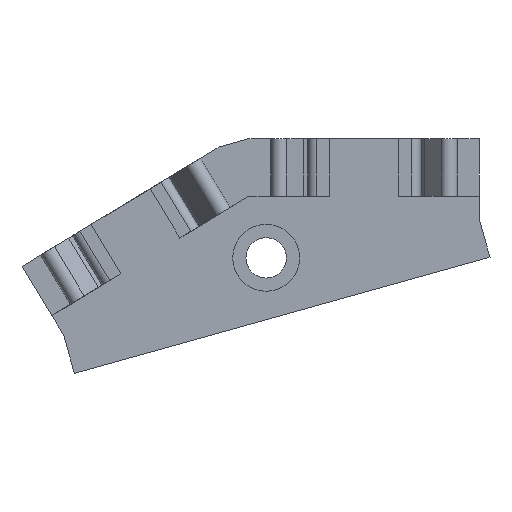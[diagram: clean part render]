
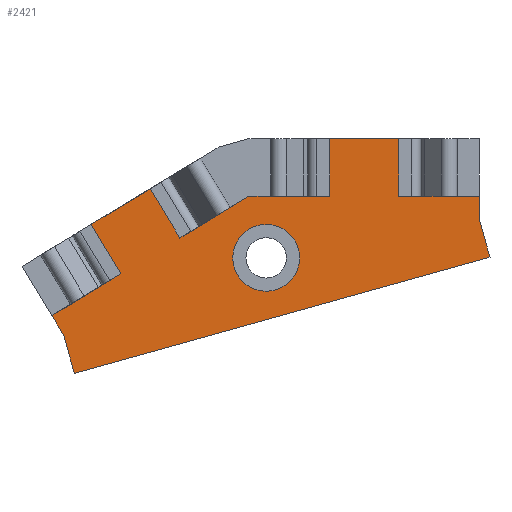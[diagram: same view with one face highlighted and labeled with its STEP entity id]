
A CAD part, front view. The second image highlights one B-rep face of the part: STEP entity #2421.
In plain terms, the highlighted planar face has unit normal (0, -1, 0).
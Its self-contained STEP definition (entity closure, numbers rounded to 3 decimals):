
#22 = LINE ( 'NONE', #1204, #1409 ) ;
#30 = EDGE_CURVE ( 'NONE', #1545, #1321, #1151, .T. ) ;
#34 = VECTOR ( 'NONE', #2108, 1000. ) ;
#64 = VECTOR ( 'NONE', #2429, 1000. ) ;
#91 = AXIS2_PLACEMENT_3D ( 'NONE', #2735, #3624, #654 ) ;
#115 = ORIENTED_EDGE ( 'NONE', *, *, #2922, .T. ) ;
#183 = VERTEX_POINT ( 'NONE', #1962 ) ;
#226 = CARTESIAN_POINT ( 'NONE',  ( -8.578, 0., 2.647 ) ) ;
#264 = EDGE_CURVE ( 'NONE', #2466, #1900, #2630, .T. ) ;
#268 = CARTESIAN_POINT ( 'NONE',  ( -5.986, 0., -1.629 ) ) ;
#296 = VERTEX_POINT ( 'NONE', #2310 ) ;
#311 = CARTESIAN_POINT ( 'NONE',  ( 13., 0., 7. ) ) ;
#337 = CARTESIAN_POINT ( 'NONE',  ( 0., 0., 2. ) ) ;
#371 = DIRECTION ( 'NONE',  ( 0.269, 0., -0.963 ) ) ;
#382 = CARTESIAN_POINT ( 'NONE',  ( 16.737, 0., 11.679 ) ) ;
#423 = EDGE_CURVE ( 'NONE', #3157, #1433, #930, .T. ) ;
#476 = DIRECTION ( 'NONE',  ( 0., 0., -1. ) ) ;
#515 = ORIENTED_EDGE ( 'NONE', *, *, #1789, .F. ) ;
#546 = VERTEX_POINT ( 'NONE', #1645 ) ;
#550 = VECTOR ( 'NONE', #1157, 1000. ) ;
#589 = CARTESIAN_POINT ( 'NONE',  ( 20., 0., 2. ) ) ;
#621 = ORIENTED_EDGE ( 'NONE', *, *, #1935, .T. ) ;
#637 = DIRECTION ( 'NONE',  ( 0., 0., -1. ) ) ;
#654 = DIRECTION ( 'NONE',  ( 0., 0., 1. ) ) ;
#710 = EDGE_CURVE ( 'NONE', #2411, #1149, #1818, .T. ) ;
#810 = CARTESIAN_POINT ( 'NONE',  ( 0., 0., 7. ) ) ;
#847 = ORIENTED_EDGE ( 'NONE', *, *, #2613, .F. ) ;
#849 = CARTESIAN_POINT ( 'NONE',  ( 13., 0., 2. ) ) ;
#880 = CARTESIAN_POINT ( 'NONE',  ( -16.066, 0., -10.078 ) ) ;
#896 = LINE ( 'NONE', #311, #3691 ) ;
#923 = CARTESIAN_POINT ( 'NONE',  ( 20.921, 0., -3.297 ) ) ;
#930 = LINE ( 'NONE', #337, #1860 ) ;
#933 = CARTESIAN_POINT ( 'NONE',  ( -13.709, 0., -0.463 ) ) ;
#1016 = VECTOR ( 'NONE', #2683, 1000. ) ;
#1031 = ORIENTED_EDGE ( 'NONE', *, *, #3505, .T. ) ;
#1061 = PLANE ( 'NONE',  #91 ) ;
#1084 = EDGE_LOOP ( 'NONE', ( #3656, #3280, #1631, #1270, #847, #2478, #3408, #115, #3003, #1031, #1407, #3247, #621, #1329, #1233 ) ) ;
#1129 = CARTESIAN_POINT ( 'NONE',  ( 20., 0., 2. ) ) ;
#1149 = VERTEX_POINT ( 'NONE', #1129 ) ;
#1151 = LINE ( 'NONE', #3510, #2346 ) ;
#1157 = DIRECTION ( 'NONE',  ( -0.855, 0., -0.518 ) ) ;
#1176 = LINE ( 'NONE', #589, #64 ) ;
#1181 = CARTESIAN_POINT ( 'NONE',  ( 7., 0., 7. ) ) ;
#1204 = CARTESIAN_POINT ( 'NONE',  ( 0., 0., 2. ) ) ;
#1224 = CARTESIAN_POINT ( 'NONE',  ( 1.495, 0., -3.351 ) ) ;
#1233 = ORIENTED_EDGE ( 'NONE', *, *, #2221, .F. ) ;
#1270 = ORIENTED_EDGE ( 'NONE', *, *, #2844, .F. ) ;
#1304 = EDGE_LOOP ( 'NONE', ( #1494, #515 ) ) ;
#1311 = EDGE_CURVE ( 'NONE', #1575, #3590, #1488, .T. ) ;
#1321 = VERTEX_POINT ( 'NONE', #268 ) ;
#1329 = ORIENTED_EDGE ( 'NONE', *, *, #1751, .T. ) ;
#1407 = ORIENTED_EDGE ( 'NONE', *, *, #2593, .T. ) ;
#1409 = VECTOR ( 'NONE', #3567, 1000. ) ;
#1429 = VECTOR ( 'NONE', #371, 1000. ) ;
#1431 = CARTESIAN_POINT ( 'NONE',  ( 0., 0., 2. ) ) ;
#1433 = VERTEX_POINT ( 'NONE', #3434 ) ;
#1485 = VECTOR ( 'NONE', #2173, 1000. ) ;
#1488 = CIRCLE ( 'NONE', #2719, 2.9 ) ;
#1494 = ORIENTED_EDGE ( 'NONE', *, *, #1311, .F. ) ;
#1545 = VERTEX_POINT ( 'NONE', #226 ) ;
#1573 = CARTESIAN_POINT ( 'NONE',  ( -11.117, 0., -4.739 ) ) ;
#1575 = VERTEX_POINT ( 'NONE', #2920 ) ;
#1594 = LINE ( 'NONE', #1618, #3186 ) ;
#1618 = CARTESIAN_POINT ( 'NONE',  ( -13.709, 0., -0.463 ) ) ;
#1631 = ORIENTED_EDGE ( 'NONE', *, *, #710, .F. ) ;
#1641 = DIRECTION ( 'NONE',  ( 0., -1., 0. ) ) ;
#1645 = CARTESIAN_POINT ( 'NONE',  ( 20.921, 0., -3.297 ) ) ;
#1668 = FACE_OUTER_BOUND ( 'NONE', #1084, .T. ) ;
#1700 = DIRECTION ( 'NONE',  ( 0.518, 0., -0.855 ) ) ;
#1751 = EDGE_CURVE ( 'NONE', #3528, #296, #2819, .T. ) ;
#1789 = EDGE_CURVE ( 'NONE', #3590, #1575, #2417, .T. ) ;
#1818 = LINE ( 'NONE', #3621, #1485 ) ;
#1823 = CARTESIAN_POINT ( 'NONE',  ( -17.103, 0., -8.368 ) ) ;
#1860 = VECTOR ( 'NONE', #3286, 1000. ) ;
#1900 = VERTEX_POINT ( 'NONE', #1823 ) ;
#1912 = CARTESIAN_POINT ( 'NONE',  ( -2.592, 0., 6.276 ) ) ;
#1935 = EDGE_CURVE ( 'NONE', #1900, #3528, #2671, .T. ) ;
#1955 = EDGE_CURVE ( 'NONE', #1149, #183, #1176, .T. ) ;
#1962 = CARTESIAN_POINT ( 'NONE',  ( 20., 0., 0. ) ) ;
#2008 = CARTESIAN_POINT ( 'NONE',  ( 0., 0., 2. ) ) ;
#2066 = VERTEX_POINT ( 'NONE', #933 ) ;
#2069 = EDGE_CURVE ( 'NONE', #2507, #1433, #2651, .T. ) ;
#2108 = DIRECTION ( 'NONE',  ( -0.963, 0., -0.269 ) ) ;
#2173 = DIRECTION ( 'NONE',  ( 1., 0., 0. ) ) ;
#2174 = LINE ( 'NONE', #382, #1016 ) ;
#2221 = EDGE_CURVE ( 'NONE', #546, #296, #2734, .T. ) ;
#2254 = DIRECTION ( 'NONE',  ( -0.855, 0., -0.518 ) ) ;
#2310 = CARTESIAN_POINT ( 'NONE',  ( -15.145, 0., -13.375 ) ) ;
#2323 = DIRECTION ( 'NONE',  ( 1., 0., 0. ) ) ;
#2346 = VECTOR ( 'NONE', #2933, 1000. ) ;
#2411 = VERTEX_POINT ( 'NONE', #849 ) ;
#2415 = DIRECTION ( 'NONE',  ( 0.518, 0., -0.855 ) ) ;
#2417 = CIRCLE ( 'NONE', #3778, 2.9 ) ;
#2421 = ADVANCED_FACE ( 'NONE', ( #2558, #1668 ), #1061, .F. ) ;
#2429 = DIRECTION ( 'NONE',  ( 0., 0., -1. ) ) ;
#2466 = VERTEX_POINT ( 'NONE', #1573 ) ;
#2478 = ORIENTED_EDGE ( 'NONE', *, *, #2069, .T. ) ;
#2507 = VERTEX_POINT ( 'NONE', #3029 ) ;
#2508 = VECTOR ( 'NONE', #2323, 1000. ) ;
#2558 = FACE_BOUND ( 'NONE', #1304, .T. ) ;
#2593 = EDGE_CURVE ( 'NONE', #2066, #2466, #1594, .T. ) ;
#2611 = LINE ( 'NONE', #810, #2508 ) ;
#2613 = EDGE_CURVE ( 'NONE', #2507, #3756, #2611, .T. ) ;
#2630 = LINE ( 'NONE', #1431, #550 ) ;
#2651 = LINE ( 'NONE', #1181, #2919 ) ;
#2671 = LINE ( 'NONE', #2939, #3400 ) ;
#2683 = DIRECTION ( 'NONE',  ( 0.269, 0., -0.963 ) ) ;
#2719 = AXIS2_PLACEMENT_3D ( 'NONE', #1224, #3289, #637 ) ;
#2734 = LINE ( 'NONE', #923, #34 ) ;
#2735 = CARTESIAN_POINT ( 'NONE',  ( 0., 0., 2. ) ) ;
#2752 = CARTESIAN_POINT ( 'NONE',  ( 13., 0., 7. ) ) ;
#2819 = LINE ( 'NONE', #3315, #1429 ) ;
#2844 = EDGE_CURVE ( 'NONE', #3756, #2411, #896, .T. ) ;
#2919 = VECTOR ( 'NONE', #3288, 1000. ) ;
#2920 = CARTESIAN_POINT ( 'NONE',  ( 1.495, 0., -6.251 ) ) ;
#2922 = EDGE_CURVE ( 'NONE', #3157, #1321, #22, .T. ) ;
#2933 = DIRECTION ( 'NONE',  ( 0.518, 0., -0.855 ) ) ;
#2939 = CARTESIAN_POINT ( 'NONE',  ( -17.103, 0., -8.368 ) ) ;
#3003 = ORIENTED_EDGE ( 'NONE', *, *, #30, .F. ) ;
#3029 = CARTESIAN_POINT ( 'NONE',  ( 7., 0., 7. ) ) ;
#3107 = CARTESIAN_POINT ( 'NONE',  ( 1.495, 0., -3.351 ) ) ;
#3157 = VERTEX_POINT ( 'NONE', #2008 ) ;
#3186 = VECTOR ( 'NONE', #1700, 1000. ) ;
#3217 = CARTESIAN_POINT ( 'NONE',  ( 1.495, 0., -0.451 ) ) ;
#3247 = ORIENTED_EDGE ( 'NONE', *, *, #264, .T. ) ;
#3280 = ORIENTED_EDGE ( 'NONE', *, *, #1955, .F. ) ;
#3286 = DIRECTION ( 'NONE',  ( 1., 0., 0. ) ) ;
#3288 = DIRECTION ( 'NONE',  ( 0., 0., -1. ) ) ;
#3289 = DIRECTION ( 'NONE',  ( 0., -1., 0. ) ) ;
#3315 = CARTESIAN_POINT ( 'NONE',  ( -19.33, 0., 1.601 ) ) ;
#3320 = DIRECTION ( 'NONE',  ( 0., 0., -1. ) ) ;
#3400 = VECTOR ( 'NONE', #2415, 1000. ) ;
#3408 = ORIENTED_EDGE ( 'NONE', *, *, #423, .F. ) ;
#3421 = VECTOR ( 'NONE', #2254, 1000. ) ;
#3434 = CARTESIAN_POINT ( 'NONE',  ( 7., 0., 2. ) ) ;
#3505 = EDGE_CURVE ( 'NONE', #1545, #2066, #3728, .T. ) ;
#3510 = CARTESIAN_POINT ( 'NONE',  ( -8.578, 0., 2.647 ) ) ;
#3528 = VERTEX_POINT ( 'NONE', #880 ) ;
#3567 = DIRECTION ( 'NONE',  ( -0.855, 0., -0.518 ) ) ;
#3590 = VERTEX_POINT ( 'NONE', #3217 ) ;
#3621 = CARTESIAN_POINT ( 'NONE',  ( 0., 0., 2. ) ) ;
#3624 = DIRECTION ( 'NONE',  ( 0., 1., 0. ) ) ;
#3656 = ORIENTED_EDGE ( 'NONE', *, *, #3770, .F. ) ;
#3691 = VECTOR ( 'NONE', #3320, 1000. ) ;
#3728 = LINE ( 'NONE', #1912, #3421 ) ;
#3756 = VERTEX_POINT ( 'NONE', #2752 ) ;
#3770 = EDGE_CURVE ( 'NONE', #183, #546, #2174, .T. ) ;
#3778 = AXIS2_PLACEMENT_3D ( 'NONE', #3107, #1641, #476 ) ;
